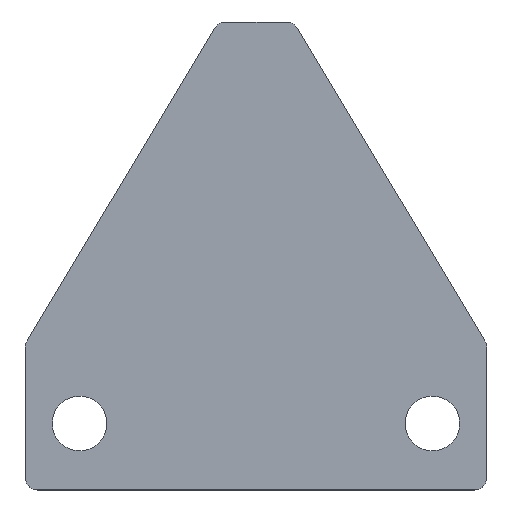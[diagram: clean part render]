
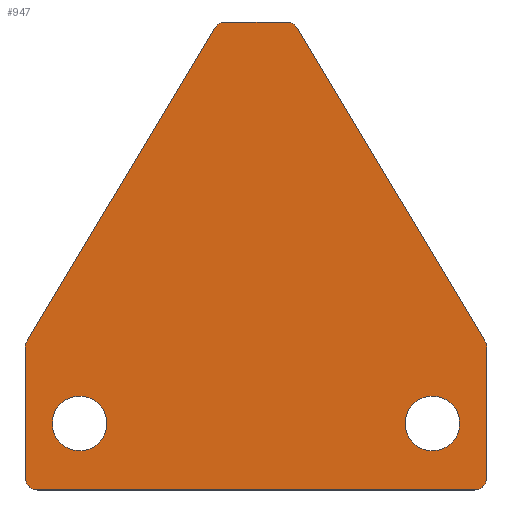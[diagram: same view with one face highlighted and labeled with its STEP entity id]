
A CAD part, top view. The second image highlights one B-rep face of the part: STEP entity #947.
In plain terms, the highlighted planar face has unit normal (0, 0, 1).
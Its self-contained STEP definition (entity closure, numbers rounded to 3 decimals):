
#26 = DIRECTION ( 'NONE',  ( 0., 0., 1. ) ) ;
#32 = AXIS2_PLACEMENT_3D ( 'NONE', #278, #306, #660 ) ;
#47 = LINE ( 'NONE', #420, #1006 ) ;
#48 = ORIENTED_EDGE ( 'NONE', *, *, #416, .F. ) ;
#66 = VECTOR ( 'NONE', #152, 1000. ) ;
#74 = CARTESIAN_POINT ( 'NONE',  ( -28.466, -30.462, 9. ) ) ;
#80 = DIRECTION ( 'NONE',  ( 0., 0., 1. ) ) ;
#84 = ORIENTED_EDGE ( 'NONE', *, *, #1486, .F. ) ;
#114 = AXIS2_PLACEMENT_3D ( 'NONE', #290, #26, #170 ) ;
#134 = DIRECTION ( 'NONE',  ( 1., 0., 0. ) ) ;
#147 = VERTEX_POINT ( 'NONE', #434 ) ;
#152 = DIRECTION ( 'NONE',  ( 1., 0., 0. ) ) ;
#166 = DIRECTION ( 'NONE',  ( 1., 0., 0. ) ) ;
#170 = DIRECTION ( 'NONE',  ( 1., 0., 0. ) ) ;
#180 = CIRCLE ( 'NONE', #655, 2.25 ) ;
#195 = EDGE_LOOP ( 'NONE', ( #1045, #1108, #598, #847, #289, #317, #48, #1052, #402, #605, #1567, #1209 ) ) ;
#196 = DIRECTION ( 'NONE',  ( 1., 0., 0. ) ) ;
#225 = VECTOR ( 'NONE', #1227, 1000. ) ;
#252 = VERTEX_POINT ( 'NONE', #601 ) ;
#258 = ORIENTED_EDGE ( 'NONE', *, *, #1047, .F. ) ;
#278 = CARTESIAN_POINT ( 'NONE',  ( 8.466, -41.462, 9. ) ) ;
#279 = VERTEX_POINT ( 'NONE', #703 ) ;
#289 = ORIENTED_EDGE ( 'NONE', *, *, #1564, .F. ) ;
#290 = CARTESIAN_POINT ( 'NONE',  ( -24., -37., 9. ) ) ;
#298 = CARTESIAN_POINT ( 'NONE',  ( 9.466, -42.462, 9. ) ) ;
#305 = VECTOR ( 'NONE', #966, 1000. ) ;
#306 = DIRECTION ( 'NONE',  ( 0., 0., 1. ) ) ;
#317 = ORIENTED_EDGE ( 'NONE', *, *, #1296, .T. ) ;
#339 = DIRECTION ( 'NONE',  ( 1., 0., 0. ) ) ;
#340 = CARTESIAN_POINT ( 'NONE',  ( -24., -37., 9. ) ) ;
#346 = CIRCLE ( 'NONE', #1462, 1. ) ;
#350 = FACE_BOUND ( 'NONE', #1533, .T. ) ;
#361 = DIRECTION ( 'NONE',  ( 0., 0., 1. ) ) ;
#381 = VERTEX_POINT ( 'NONE', #1474 ) ;
#402 = ORIENTED_EDGE ( 'NONE', *, *, #1158, .F. ) ;
#408 = CIRCLE ( 'NONE', #1286, 1. ) ;
#409 = CIRCLE ( 'NONE', #623, 2.25 ) ;
#416 = EDGE_CURVE ( 'NONE', #279, #888, #1134, .T. ) ;
#420 = CARTESIAN_POINT ( 'NONE',  ( 9.466, -30.462, 9. ) ) ;
#428 = VERTEX_POINT ( 'NONE', #1046 ) ;
#434 = CARTESIAN_POINT ( 'NONE',  ( 9.323, -30.224, 9. ) ) ;
#438 = CARTESIAN_POINT ( 'NONE',  ( 2.75, -37., 9. ) ) ;
#446 = DIRECTION ( 'NONE',  ( 0., 0., 1. ) ) ;
#448 = DIRECTION ( 'NONE',  ( 0., 0., 1. ) ) ;
#455 = CARTESIAN_POINT ( 'NONE',  ( -27.466, -41.462, 9. ) ) ;
#456 = PLANE ( 'NONE',  #1328 ) ;
#464 = CARTESIAN_POINT ( 'NONE',  ( -6.145, -4.485, 9. ) ) ;
#479 = FACE_BOUND ( 'NONE', #1100, .T. ) ;
#496 = VERTEX_POINT ( 'NONE', #1378 ) ;
#503 = DIRECTION ( 'NONE',  ( 0., 0., 1. ) ) ;
#511 = EDGE_CURVE ( 'NONE', #496, #1028, #1398, .T. ) ;
#513 = CARTESIAN_POINT ( 'NONE',  ( -11.998, -5., 9. ) ) ;
#516 = CARTESIAN_POINT ( 'NONE',  ( -28.323, -30.224, 9. ) ) ;
#523 = CARTESIAN_POINT ( 'NONE',  ( -7.002, -4., 9. ) ) ;
#539 = VERTEX_POINT ( 'NONE', #1560 ) ;
#544 = CARTESIAN_POINT ( 'NONE',  ( -27.466, -42.462, 9. ) ) ;
#580 = CIRCLE ( 'NONE', #1597, 1. ) ;
#598 = ORIENTED_EDGE ( 'NONE', *, *, #1591, .F. ) ;
#601 = CARTESIAN_POINT ( 'NONE',  ( 9.466, -41.462, 9. ) ) ;
#605 = ORIENTED_EDGE ( 'NONE', *, *, #957, .T. ) ;
#623 = AXIS2_PLACEMENT_3D ( 'NONE', #1554, #1075, #1562 ) ;
#632 = AXIS2_PLACEMENT_3D ( 'NONE', #1422, #448, #166 ) ;
#653 = CIRCLE ( 'NONE', #632, 1. ) ;
#655 = AXIS2_PLACEMENT_3D ( 'NONE', #789, #946, #1275 ) ;
#660 = DIRECTION ( 'NONE',  ( 1., 0., 0. ) ) ;
#673 = DIRECTION ( 'NONE',  ( 0., -1., 0. ) ) ;
#703 = CARTESIAN_POINT ( 'NONE',  ( 8.466, -42.462, 9. ) ) ;
#708 = VERTEX_POINT ( 'NONE', #516 ) ;
#717 = CARTESIAN_POINT ( 'NONE',  ( 9.466, -30.739, 9. ) ) ;
#740 = CARTESIAN_POINT ( 'NONE',  ( -28.466, -30.739, 9. ) ) ;
#749 = CIRCLE ( 'NONE', #32, 1. ) ;
#767 = EDGE_CURVE ( 'NONE', #954, #1028, #580, .T. ) ;
#776 = AXIS2_PLACEMENT_3D ( 'NONE', #455, #446, #339 ) ;
#786 = CARTESIAN_POINT ( 'NONE',  ( -12.855, -4.485, 9. ) ) ;
#789 = CARTESIAN_POINT ( 'NONE',  ( -24., -37., 9. ) ) ;
#818 = EDGE_CURVE ( 'NONE', #708, #1037, #653, .T. ) ;
#819 = LINE ( 'NONE', #976, #305 ) ;
#831 = VECTOR ( 'NONE', #960, 1000. ) ;
#842 = LINE ( 'NONE', #945, #831 ) ;
#847 = ORIENTED_EDGE ( 'NONE', *, *, #818, .T. ) ;
#853 = VERTEX_POINT ( 'NONE', #438 ) ;
#858 = DIRECTION ( 'NONE',  ( 1., 0., 0. ) ) ;
#860 = ORIENTED_EDGE ( 'NONE', *, *, #899, .F. ) ;
#888 = VERTEX_POINT ( 'NONE', #544 ) ;
#891 = DIRECTION ( 'NONE',  ( 1., 0., 0. ) ) ;
#899 = EDGE_CURVE ( 'NONE', #428, #539, #180, .T. ) ;
#945 = CARTESIAN_POINT ( 'NONE',  ( -6.437, -4., 9. ) ) ;
#946 = DIRECTION ( 'NONE',  ( 0., 0., 1. ) ) ;
#947 = ADVANCED_FACE ( 'NONE', ( #479, #350, #1311 ), #456, .T. ) ;
#953 = DIRECTION ( 'NONE',  ( 1., 0., 0. ) ) ;
#954 = VERTEX_POINT ( 'NONE', #464 ) ;
#957 = EDGE_CURVE ( 'NONE', #1580, #147, #346, .T. ) ;
#960 = DIRECTION ( 'NONE',  ( 0.515, -0.857, 0. ) ) ;
#966 = DIRECTION ( 'NONE',  ( 0., 1., 0. ) ) ;
#976 = CARTESIAN_POINT ( 'NONE',  ( -28.466, -42.462, 9. ) ) ;
#1003 = CARTESIAN_POINT ( 'NONE',  ( 5., -37., 9. ) ) ;
#1006 = VECTOR ( 'NONE', #673, 1000. ) ;
#1014 = DIRECTION ( 'NONE',  ( 0., 0., 1. ) ) ;
#1028 = VERTEX_POINT ( 'NONE', #523 ) ;
#1037 = VERTEX_POINT ( 'NONE', #740 ) ;
#1045 = ORIENTED_EDGE ( 'NONE', *, *, #511, .F. ) ;
#1046 = CARTESIAN_POINT ( 'NONE',  ( -21.75, -37., 9. ) ) ;
#1047 = EDGE_CURVE ( 'NONE', #381, #853, #1392, .T. ) ;
#1052 = ORIENTED_EDGE ( 'NONE', *, *, #1443, .T. ) ;
#1075 = DIRECTION ( 'NONE',  ( 0., 0., 1. ) ) ;
#1085 = EDGE_CURVE ( 'NONE', #496, #1124, #408, .T. ) ;
#1100 = EDGE_LOOP ( 'NONE', ( #860, #84 ) ) ;
#1105 = DIRECTION ( 'NONE',  ( 0., 0., 1. ) ) ;
#1108 = ORIENTED_EDGE ( 'NONE', *, *, #1085, .T. ) ;
#1124 = VERTEX_POINT ( 'NONE', #786 ) ;
#1134 = LINE ( 'NONE', #298, #1594 ) ;
#1152 = DIRECTION ( 'NONE',  ( -1., 0., 0. ) ) ;
#1158 = EDGE_CURVE ( 'NONE', #1580, #252, #47, .T. ) ;
#1209 = ORIENTED_EDGE ( 'NONE', *, *, #767, .T. ) ;
#1227 = DIRECTION ( 'NONE',  ( 0.515, 0.857, 0. ) ) ;
#1242 = VERTEX_POINT ( 'NONE', #1530 ) ;
#1269 = CARTESIAN_POINT ( 'NONE',  ( -12.563, -4., 9. ) ) ;
#1275 = DIRECTION ( 'NONE',  ( 1., 0., 0. ) ) ;
#1276 = ORIENTED_EDGE ( 'NONE', *, *, #1358, .F. ) ;
#1286 = AXIS2_PLACEMENT_3D ( 'NONE', #513, #361, #858 ) ;
#1296 = EDGE_CURVE ( 'NONE', #1242, #888, #1319, .T. ) ;
#1311 = FACE_OUTER_BOUND ( 'NONE', #195, .T. ) ;
#1319 = CIRCLE ( 'NONE', #776, 1. ) ;
#1323 = LINE ( 'NONE', #74, #225 ) ;
#1328 = AXIS2_PLACEMENT_3D ( 'NONE', #340, #1105, #953 ) ;
#1358 = EDGE_CURVE ( 'NONE', #853, #381, #409, .T. ) ;
#1372 = EDGE_CURVE ( 'NONE', #954, #147, #842, .T. ) ;
#1378 = CARTESIAN_POINT ( 'NONE',  ( -11.998, -4., 9. ) ) ;
#1383 = CARTESIAN_POINT ( 'NONE',  ( -7.002, -5., 9. ) ) ;
#1392 = CIRCLE ( 'NONE', #1548, 2.25 ) ;
#1396 = CIRCLE ( 'NONE', #114, 2.25 ) ;
#1398 = LINE ( 'NONE', #1269, #66 ) ;
#1422 = CARTESIAN_POINT ( 'NONE',  ( -27.466, -30.739, 9. ) ) ;
#1443 = EDGE_CURVE ( 'NONE', #279, #252, #749, .T. ) ;
#1462 = AXIS2_PLACEMENT_3D ( 'NONE', #1563, #80, #196 ) ;
#1474 = CARTESIAN_POINT ( 'NONE',  ( 7.25, -37., 9. ) ) ;
#1486 = EDGE_CURVE ( 'NONE', #539, #428, #1396, .T. ) ;
#1530 = CARTESIAN_POINT ( 'NONE',  ( -28.466, -41.462, 9. ) ) ;
#1533 = EDGE_LOOP ( 'NONE', ( #258, #1276 ) ) ;
#1548 = AXIS2_PLACEMENT_3D ( 'NONE', #1003, #503, #134 ) ;
#1554 = CARTESIAN_POINT ( 'NONE',  ( 5., -37., 9. ) ) ;
#1560 = CARTESIAN_POINT ( 'NONE',  ( -26.25, -37., 9. ) ) ;
#1562 = DIRECTION ( 'NONE',  ( 1., 0., 0. ) ) ;
#1563 = CARTESIAN_POINT ( 'NONE',  ( 8.466, -30.739, 9. ) ) ;
#1564 = EDGE_CURVE ( 'NONE', #1242, #1037, #819, .T. ) ;
#1567 = ORIENTED_EDGE ( 'NONE', *, *, #1372, .F. ) ;
#1580 = VERTEX_POINT ( 'NONE', #717 ) ;
#1591 = EDGE_CURVE ( 'NONE', #708, #1124, #1323, .T. ) ;
#1594 = VECTOR ( 'NONE', #1152, 1000. ) ;
#1597 = AXIS2_PLACEMENT_3D ( 'NONE', #1383, #1014, #891 ) ;
